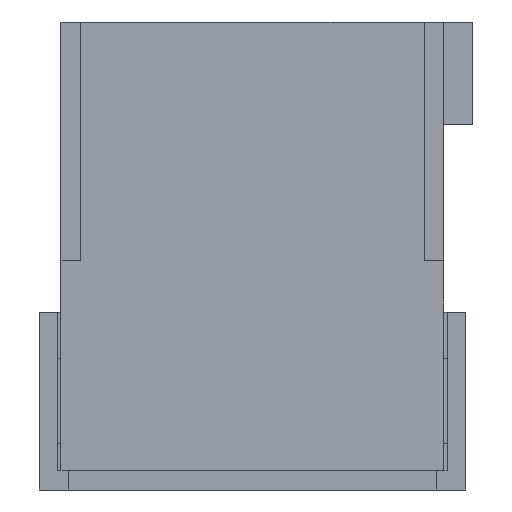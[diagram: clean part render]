
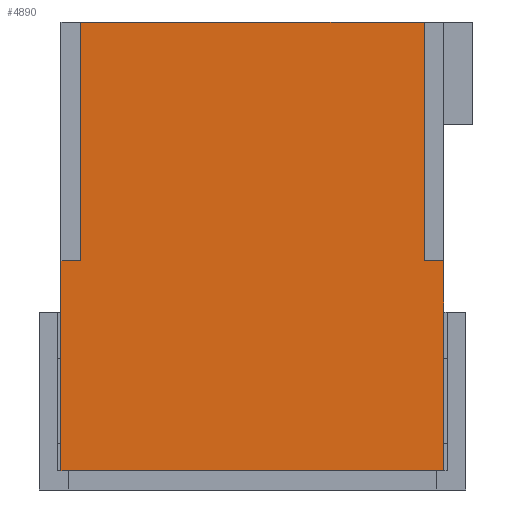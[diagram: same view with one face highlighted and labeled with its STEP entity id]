
A CAD part, front view. The second image highlights one B-rep face of the part: STEP entity #4890.
In plain terms, the highlighted planar face has unit normal (0, -1, 0).
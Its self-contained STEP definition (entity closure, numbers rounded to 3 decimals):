
#120=DIRECTION('',(0.,0.,-1.));
#121=VECTOR('',#120,8.6);
#122=CARTESIAN_POINT('',(7.85,-1.5,-9.8));
#123=LINE('',#122,#121);
#224=DIRECTION('',(0.,0.,-1.));
#225=VECTOR('',#224,8.6);
#226=CARTESIAN_POINT('',(-7.85,-1.5,-9.8));
#227=LINE('',#226,#225);
#1436=DIRECTION('',(1.,0.,0.));
#1437=VECTOR('',#1436,0.8);
#1438=CARTESIAN_POINT('',(-7.85,-1.5,-9.8));
#1439=LINE('',#1438,#1437);
#1440=DIRECTION('',(0.,0.,-1.));
#1441=VECTOR('',#1440,9.8);
#1442=CARTESIAN_POINT('',(-7.05,-1.5,0.));
#1443=LINE('',#1442,#1441);
#1444=DIRECTION('',(-1.,0.,0.));
#1445=VECTOR('',#1444,14.1);
#1446=CARTESIAN_POINT('',(7.05,-1.5,0.));
#1447=LINE('',#1446,#1445);
#1448=DIRECTION('',(0.,0.,-1.));
#1449=VECTOR('',#1448,9.8);
#1450=CARTESIAN_POINT('',(7.05,-1.5,0.));
#1451=LINE('',#1450,#1449);
#1452=DIRECTION('',(1.,0.,0.));
#1453=VECTOR('',#1452,0.8);
#1454=CARTESIAN_POINT('',(7.05,-1.5,-9.8));
#1455=LINE('',#1454,#1453);
#1476=DIRECTION('',(-1.,0.,0.));
#1477=VECTOR('',#1476,15.7);
#1478=CARTESIAN_POINT('',(7.85,-1.5,-18.4));
#1479=LINE('',#1478,#1477);
#2100=CARTESIAN_POINT('',(7.85,-1.5,-18.4));
#2101=CARTESIAN_POINT('',(-7.85,-1.5,-18.4));
#2102=VERTEX_POINT('',#2100);
#2103=VERTEX_POINT('',#2101);
#2120=CARTESIAN_POINT('',(-7.85,-1.5,-9.8));
#2121=CARTESIAN_POINT('',(-7.05,-1.5,-9.8));
#2122=VERTEX_POINT('',#2120);
#2123=VERTEX_POINT('',#2121);
#2124=CARTESIAN_POINT('',(7.05,-1.5,-9.8));
#2125=CARTESIAN_POINT('',(7.85,-1.5,-9.8));
#2126=VERTEX_POINT('',#2124);
#2127=VERTEX_POINT('',#2125);
#2128=CARTESIAN_POINT('',(-7.05,-1.5,0.));
#2129=VERTEX_POINT('',#2128);
#2130=CARTESIAN_POINT('',(7.05,-1.5,0.));
#2131=VERTEX_POINT('',#2130);
#4872=CARTESIAN_POINT('',(7.85,-1.5,0.));
#4873=DIRECTION('',(0.,-1.,0.));
#4874=DIRECTION('',(0.,0.,-1.));
#4875=AXIS2_PLACEMENT_3D('',#4872,#4873,#4874);
#4876=PLANE('',#4875);
#4877=ORIENTED_EDGE('',*,*,#4848,.T.);
#4879=ORIENTED_EDGE('',*,*,#4878,.F.);
#4880=ORIENTED_EDGE('',*,*,#3317,.F.);
#4882=ORIENTED_EDGE('',*,*,#4881,.T.);
#4883=ORIENTED_EDGE('',*,*,#4863,.T.);
#4884=ORIENTED_EDGE('',*,*,#2775,.T.);
#4886=ORIENTED_EDGE('',*,*,#4885,.T.);
#4887=ORIENTED_EDGE('',*,*,#2927,.F.);
#4888=EDGE_LOOP('',(#4877,#4879,#4880,#4882,#4883,#4884,#4886,#4887));
#4889=FACE_OUTER_BOUND('',#4888,.F.);
#4890=ADVANCED_FACE('',(#4889),#4876,.T.);
#2775=EDGE_CURVE('',#2127,#2102,#123,.T.);
#2927=EDGE_CURVE('',#2122,#2103,#227,.T.);
#3317=EDGE_CURVE('',#2131,#2129,#1447,.T.);
#4848=EDGE_CURVE('',#2122,#2123,#1439,.T.);
#4863=EDGE_CURVE('',#2126,#2127,#1455,.T.);
#4878=EDGE_CURVE('',#2129,#2123,#1443,.T.);
#4881=EDGE_CURVE('',#2131,#2126,#1451,.T.);
#4885=EDGE_CURVE('',#2102,#2103,#1479,.T.);
